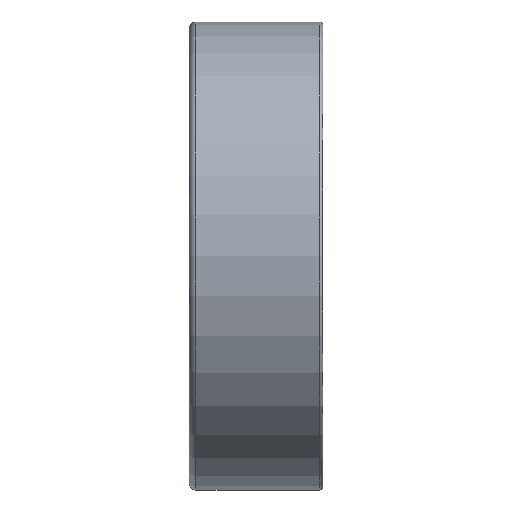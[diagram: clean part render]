
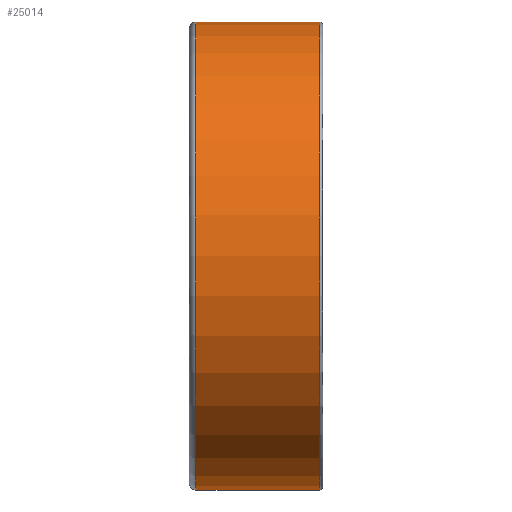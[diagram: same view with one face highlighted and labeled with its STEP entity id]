
A CAD part, top view. The second image highlights one B-rep face of the part: STEP entity #25014.
In plain terms, the highlighted cylindrical face has radius 21 mm (diameter 42 mm), a partial arc.
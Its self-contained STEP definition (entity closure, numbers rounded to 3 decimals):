
#16894=DIRECTION('',(-1.,0.,0.));
#16895=VECTOR('',#16894,11.1);
#16896=CARTESIAN_POINT('',(5.7,21.,0.));
#16897=LINE('',#16896,#16895);
#16901=DIRECTION('',(-1.,0.,0.));
#16902=VECTOR('',#16901,11.1);
#16903=CARTESIAN_POINT('',(5.7,-21.,0.));
#16904=LINE('',#16903,#16902);
#16916=CARTESIAN_POINT('',(5.7,0.,0.));
#16917=DIRECTION('',(1.,0.,0.));
#16918=DIRECTION('',(0.,1.,0.));
#16919=AXIS2_PLACEMENT_3D('',#16916,#16917,#16918);
#16924=CARTESIAN_POINT('',(-5.4,0.,0.));
#16925=DIRECTION('',(1.,0.,0.));
#16926=DIRECTION('',(0.,1.,0.));
#16927=AXIS2_PLACEMENT_3D('',#16924,#16925,#16926);
#20514=CARTESIAN_POINT('',(5.7,21.,0.));
#20515=CARTESIAN_POINT('',(-5.4,21.,0.));
#20516=VERTEX_POINT('',#20514);
#20517=VERTEX_POINT('',#20515);
#20526=CARTESIAN_POINT('',(5.7,-21.,0.));
#20527=CARTESIAN_POINT('',(-5.4,-21.,0.));
#20528=VERTEX_POINT('',#20526);
#20529=VERTEX_POINT('',#20527);
#25002=CARTESIAN_POINT('',(-6.6,0.,0.));
#25003=DIRECTION('',(1.,0.,0.));
#25004=DIRECTION('',(0.,-1.,0.));
#25005=AXIS2_PLACEMENT_3D('',#25002,#25003,#25004);
#25006=CYLINDRICAL_SURFACE('',#25005,21.);
#25007=ORIENTED_EDGE('',*,*,#24992,.F.);
#25008=ORIENTED_EDGE('',*,*,#24969,.T.);
#25009=ORIENTED_EDGE('',*,*,#24996,.T.);
#25011=ORIENTED_EDGE('',*,*,#25010,.F.);
#25012=EDGE_LOOP('',(#25007,#25008,#25009,#25011));
#25013=FACE_OUTER_BOUND('',#25012,.F.);
#16920=CIRCLE('',#16919,21.);
#16928=CIRCLE('',#16927,21.);
#24969=EDGE_CURVE('',#20516,#20528,#16920,.T.);
#24992=EDGE_CURVE('',#20516,#20517,#16897,.T.);
#24996=EDGE_CURVE('',#20528,#20529,#16904,.T.);
#25010=EDGE_CURVE('',#20517,#20529,#16928,.T.);
#25014=ADVANCED_FACE('',(#25013),#25006,.T.);
